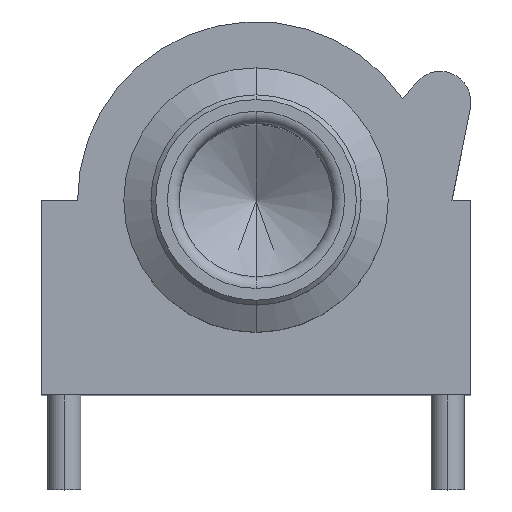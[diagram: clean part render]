
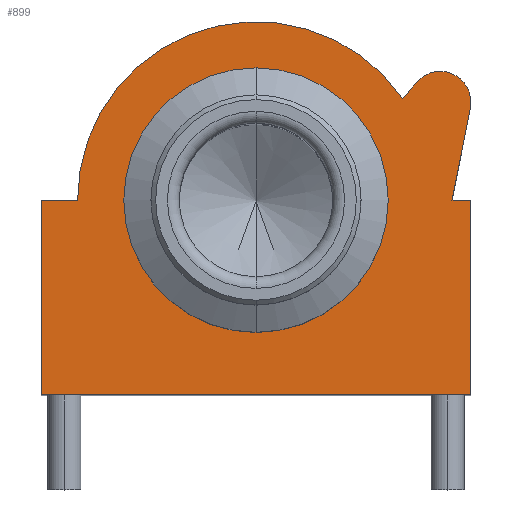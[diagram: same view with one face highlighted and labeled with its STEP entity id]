
A CAD part, top view. The second image highlights one B-rep face of the part: STEP entity #899.
In plain terms, the highlighted planar face has unit normal (0, 0, 1).
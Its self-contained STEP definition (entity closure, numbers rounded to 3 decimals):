
#216=DIRECTION('',(0.,1.,0.));
#217=VECTOR('',#216,8.24);
#218=CARTESIAN_POINT('',(9.1,0.,0.));
#219=LINE('',#218,#217);
#220=DIRECTION('',(1.,0.,0.));
#221=VECTOR('',#220,18.2);
#222=CARTESIAN_POINT('',(-9.1,0.,0.));
#223=LINE('',#222,#221);
#224=DIRECTION('',(0.,-1.,0.));
#225=VECTOR('',#224,8.24);
#226=CARTESIAN_POINT('',(-9.1,8.24,0.));
#227=LINE('',#226,#225);
#228=DIRECTION('',(-1.,0.,0.));
#229=VECTOR('',#228,1.54);
#230=CARTESIAN_POINT('',(-7.56,8.24,0.));
#231=LINE('',#230,#229);
#232=CARTESIAN_POINT('',(0.,8.24,0.));
#233=DIRECTION('',(0.,0.,1.));
#234=DIRECTION('',(0.821,0.571,0.));
#235=AXIS2_PLACEMENT_3D('',#232,#233,#234);
#237=DIRECTION('',(-0.659,-0.752,0.));
#238=VECTOR('',#237,0.933);
#239=CARTESIAN_POINT('',(6.822,13.257,0.));
#240=LINE('',#239,#238);
#241=CARTESIAN_POINT('',(7.8,12.4,0.));
#242=DIRECTION('',(0.,0.,1.));
#243=DIRECTION('',(0.981,-0.195,0.));
#244=AXIS2_PLACEMENT_3D('',#241,#242,#243);
#246=DIRECTION('',(0.195,0.981,0.));
#247=VECTOR('',#246,3.983);
#248=CARTESIAN_POINT('',(8.3,8.24,0.));
#249=LINE('',#248,#247);
#250=DIRECTION('',(-1.,0.,0.));
#251=VECTOR('',#250,0.8);
#252=CARTESIAN_POINT('',(9.1,8.24,0.));
#253=LINE('',#252,#251);
#254=CARTESIAN_POINT('',(0.,8.24,0.));
#255=DIRECTION('',(0.,0.,-1.));
#256=DIRECTION('',(0.,1.,0.));
#257=AXIS2_PLACEMENT_3D('',#254,#255,#256);
#259=CARTESIAN_POINT('',(0.,8.24,0.));
#260=DIRECTION('',(0.,0.,-1.));
#261=DIRECTION('',(0.,-1.,0.));
#262=AXIS2_PLACEMENT_3D('',#259,#260,#261);
#718=CARTESIAN_POINT('',(9.1,0.,0.));
#719=CARTESIAN_POINT('',(9.1,8.24,0.));
#720=VERTEX_POINT('',#718);
#721=VERTEX_POINT('',#719);
#722=CARTESIAN_POINT('',(-9.1,8.24,0.));
#723=CARTESIAN_POINT('',(-9.1,0.,0.));
#724=VERTEX_POINT('',#722);
#725=VERTEX_POINT('',#723);
#788=CARTESIAN_POINT('',(0.,13.84,0.));
#789=CARTESIAN_POINT('',(0.,2.64,0.));
#790=VERTEX_POINT('',#788);
#791=VERTEX_POINT('',#789);
#812=CARTESIAN_POINT('',(8.3,8.24,0.));
#813=VERTEX_POINT('',#812);
#814=CARTESIAN_POINT('',(9.075,12.147,0.));
#815=VERTEX_POINT('',#814);
#816=CARTESIAN_POINT('',(6.822,13.257,0.));
#817=VERTEX_POINT('',#816);
#818=CARTESIAN_POINT('',(6.208,12.555,0.));
#819=VERTEX_POINT('',#818);
#820=CARTESIAN_POINT('',(-7.56,8.24,0.));
#821=VERTEX_POINT('',#820);
#868=CARTESIAN_POINT('',(0.,0.,0.));
#869=DIRECTION('',(0.,0.,1.));
#870=DIRECTION('',(1.,0.,0.));
#871=AXIS2_PLACEMENT_3D('',#868,#869,#870);
#872=PLANE('',#871);
#874=ORIENTED_EDGE('',*,*,#873,.F.);
#876=ORIENTED_EDGE('',*,*,#875,.F.);
#878=ORIENTED_EDGE('',*,*,#877,.F.);
#880=ORIENTED_EDGE('',*,*,#879,.F.);
#882=ORIENTED_EDGE('',*,*,#881,.F.);
#884=ORIENTED_EDGE('',*,*,#883,.F.);
#886=ORIENTED_EDGE('',*,*,#885,.F.);
#888=ORIENTED_EDGE('',*,*,#887,.F.);
#890=ORIENTED_EDGE('',*,*,#889,.F.);
#891=EDGE_LOOP('',(#874,#876,#878,#880,#882,#884,#886,#888,#890));
#892=FACE_OUTER_BOUND('',#891,.F.);
#894=ORIENTED_EDGE('',*,*,#893,.F.);
#896=ORIENTED_EDGE('',*,*,#895,.F.);
#897=EDGE_LOOP('',(#894,#896));
#898=FACE_BOUND('',#897,.F.);
#236=CIRCLE('',#235,7.56);
#245=CIRCLE('',#244,1.3);
#258=CIRCLE('',#257,5.6);
#263=CIRCLE('',#262,5.6);
#873=EDGE_CURVE('',#720,#721,#219,.T.);
#875=EDGE_CURVE('',#725,#720,#223,.T.);
#877=EDGE_CURVE('',#724,#725,#227,.T.);
#879=EDGE_CURVE('',#821,#724,#231,.T.);
#881=EDGE_CURVE('',#819,#821,#236,.T.);
#883=EDGE_CURVE('',#817,#819,#240,.T.);
#885=EDGE_CURVE('',#815,#817,#245,.T.);
#887=EDGE_CURVE('',#813,#815,#249,.T.);
#889=EDGE_CURVE('',#721,#813,#253,.T.);
#893=EDGE_CURVE('',#790,#791,#258,.T.);
#895=EDGE_CURVE('',#791,#790,#263,.T.);
#899=ADVANCED_FACE('',(#892,#898),#872,.T.);
